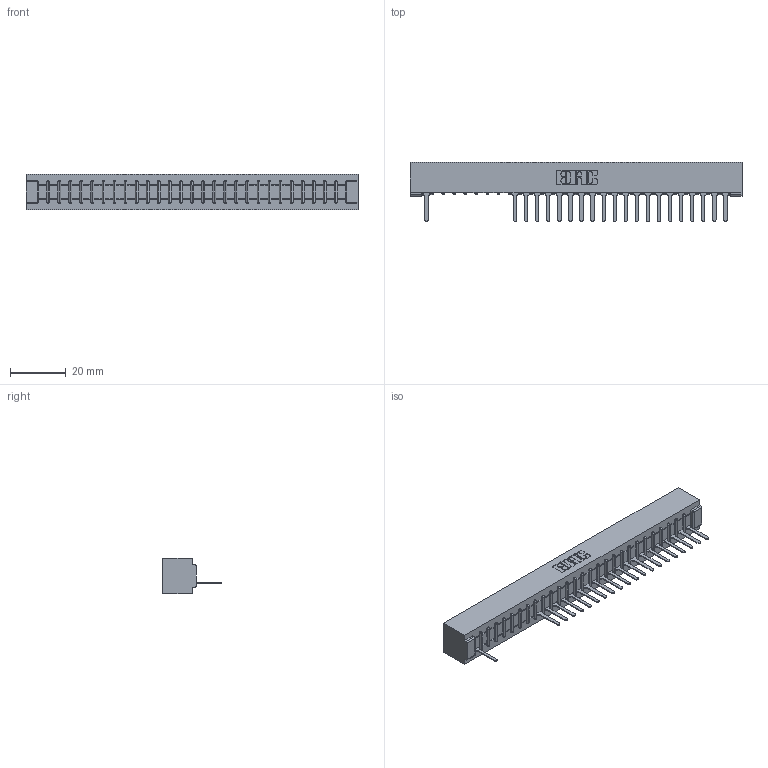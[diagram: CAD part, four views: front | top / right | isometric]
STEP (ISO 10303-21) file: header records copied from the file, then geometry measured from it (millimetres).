
FILE_DESCRIPTION (( 'STEP AP203' ), '1' );
FILE_NAME ('307-028-527-101.STEP', '2018-08-04T15:50:08', ( '' ), ( '' ), 'SwSTEP 2.0', 'SolidWorks 2016', '' );
FILE_SCHEMA (( 'CONFIG_CONTROL_DESIGN' ));
Length unit declared in the file: inch
Products named in the file (3): 307 Part_No Mounting Lugs; 307-290-001_527; 307-028-527-101
Assembly tree (22 placements, depth 2):
  307-028-527-101
    307 Part_No Mounting Lugs
    307-290-001_527  x21
Bounding box: 118.82 x 21.11 x 12.7 mm (x, y, z)
Volume: 12676.6 mm3; surface area: 12802.9 mm2
Topology: 22 solids, 22 shells, 1455 faces, 4149 edges, 2658 vertices
Faces by surface type: plane 927, cylinder 470, sphere 58
Entity records: 25196 total; most frequent: CARTESIAN_POINT 4269, ORIENTED_EDGE 4262, DIRECTION 4151, EDGE_CURVE 2131, VECTOR 1631, LINE 1631, VERTEX_POINT 1378, AXIS2_PLACEMENT_3D 1260
